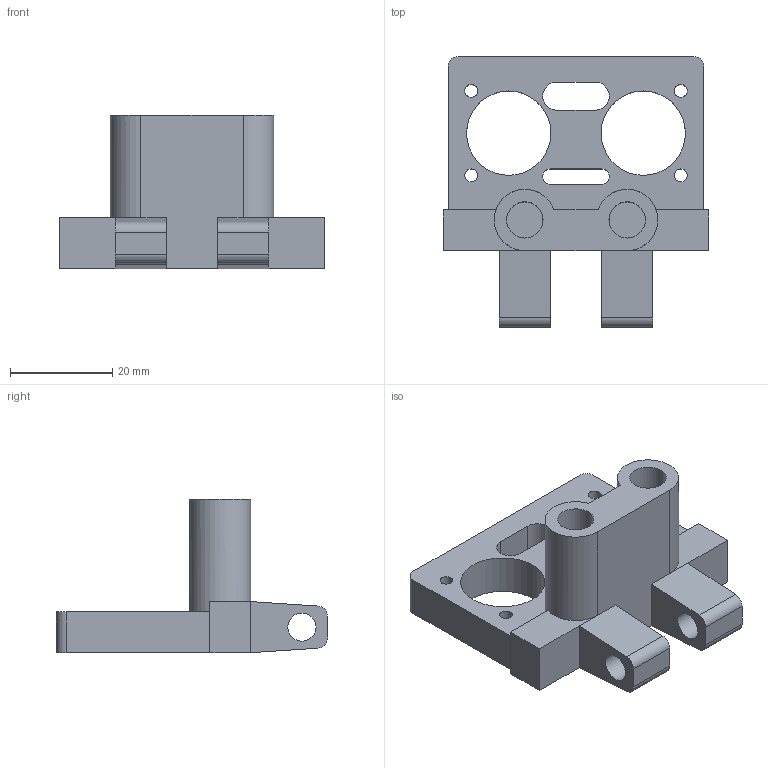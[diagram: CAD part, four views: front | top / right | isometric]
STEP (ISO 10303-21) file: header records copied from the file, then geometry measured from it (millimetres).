
FILE_DESCRIPTION(/* description */ (''),/* implementation_level */ '2;1');
FILE_NAME(/* name */ 'Czujnik_podstawa.stp',/* time_stamp */ '2025-11-28T00:04:06+01:00',/* author */ ('juras'),/* organization */ (''),/* preprocessor_version */ 'ST-DEVELOPER v20',/* originating_system */ 'Autodesk Inventor 2025',/* authorisation */ '');
FILE_SCHEMA (('AUTOMOTIVE_DESIGN { 1 0 10303 214 3 1 1 }'));
Length unit declared in the file: millimetre
Products named in the file (1): Czujnik_podstawa
Bounding box: 52 x 53 x 30 mm (x, y, z)
Volume: 18617.2 mm3; surface area: 9816.3 mm2
Topology: 1 solids, 1 shells, 54 faces, 142 edges, 95 vertices
Faces by surface type: plane 32, cylinder 22
Full cylindrical faces by diameter (mm): 2.5 x4, 5.5 x2, 7.1 x2, 16.5 x2
Entity records: 1766 total; most frequent: DIRECTION 298, CARTESIAN_POINT 292, ORIENTED_EDGE 284, EDGE_CURVE 142, AXIS2_PLACEMENT_3D 101, LINE 96, VECTOR 96, VERTEX_POINT 92
